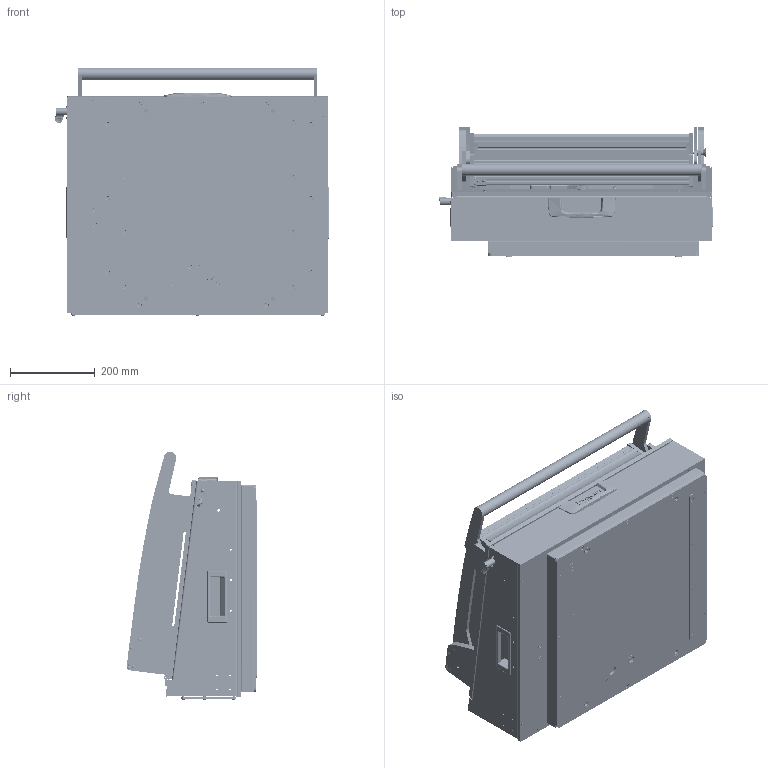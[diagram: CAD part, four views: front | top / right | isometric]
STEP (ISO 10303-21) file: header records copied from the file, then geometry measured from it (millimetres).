
FILE_DESCRIPTION (( 'STEP AP214' ), '1' );
FILE_NAME ('INGUN_108699.STEP', '2021-03-24T15:18:47', ( '' ), ( '' ), 'SwSTEP 2.0', 'SolidWorks 2018', '' );
FILE_SCHEMA (( 'AUTOMOTIVE_DESIGN' ));
Length unit declared in the file: millimetre
Products named in the file (118): 35649~1_S; 32578~1_S; ISO7380~n_M04,0x008; 109953~0_KUNDE<S>; 107828~0_S; K_02038~0; 38001~12; 40513~4_KUNDE<S>; 32171~0_S; DIN6325~n_04,0m6x024; 30758_01~0_S; Gewindebuchse~n_M04-06,0 offen; 20902~0; 17285~0_S; 37973~3_S; ASR~-a-s-r_拱04,2x07x拌8; 108171~4_S; 31666~1_S; 37967~1_flex <Standard>; 31109~0; 107827~0_S; 47523~0_S; 33434~6; 53031~0_S; DIN6325~n_04,0m6x016; 107826~0_KUNDE<S>; 30984~0_S; INGUN_108699; 37972~6_S; ISO7380~n_M05,0x020; 48728~1_S; 35151~0_S; 31555~4_S; 108612~0_S; 31788~1_flex <Standard>; DIN6325~n_04,0m6x012; 37790~9_KUNDE<S>; 2528~0; 34328~1_S; 109396~0_S ...
Assembly tree (297 placements, depth 5):
  INGUN_108699
    108698~1_KUNDE<S>
      108171~4_S
        33434~6
        31555~4_S
        21332~0_MA 2112<Standard>
          21332_02~0
          21332_01~0
        20902~0
        30758~0_S  x2
          30758_01~0_S
          30758_02~0_S
        53032~0_S
        32171~0_S
        32462~0_S
        29805~4_geschlossen<S>
          110322~4_S
          110705~2_S
          30984~0_S
          110231~1_S
          110443~0_S
          30112~0
          ISO7380~n_M05,0x030
          ISO7380~n_M04,0x008  x2
          DIN914~n_M04,0x05
        ISO7380~n_M04,0x012  x9
        DIN7991~n_M05,0x020  x12
        DIN7991~n_M05,0x016
        DIN985-A2~n_M05,0  x3
        8804~0
        DIN125~n_05,3 M05,0 Fase  x2
        109512~0
        Gewindebuchse~n_M04-07,5 offen  x12
        35334~0_S
      107826~0_KUNDE<S>
        109686~0_KUNDE<S>
          107793~3_KUNDE<S>
        17285~0_S  x4
        11657~0
        107827~0_S
        107828~0_S  x2
        Gewindebuchse~n_M04-06,0 offen  x4
        DIN7991~n_M04,0x010  x24
        108612~0_S
      109396~0_S
    37790~9_KUNDE<S>
      109771~0_S
        38001~12
        37968~2_S
        37971~8_S
        37972~6_S
        2281~0_180ø<Standard>  x3
          2281~0
        37188~1_S  x3
        53031~0_S
        35649~1_S
        35651~1_S
        31253~0_S
        30955~0_S
        30915~0
Bounding box: 647.5 x 308.46 x 586.32 mm (x, y, z)
Volume: 8244964.9 mm3; surface area: 4214826.1 mm2
Topology: 298 solids, 298 shells, 9630 faces, 23385 edges, 14986 vertices
Faces by surface type: plane 4554, cylinder 3509, cone 1043, bspline 253, torus 171, sphere 100
Entity records: 156308 total; most frequent: CARTESIAN_POINT 35011, DIRECTION 23898, ORIENTED_EDGE 21738, EDGE_CURVE 10869, AXIS2_PLACEMENT_3D 9080, VERTEX_POINT 6985, LINE 5738, VECTOR 5738
